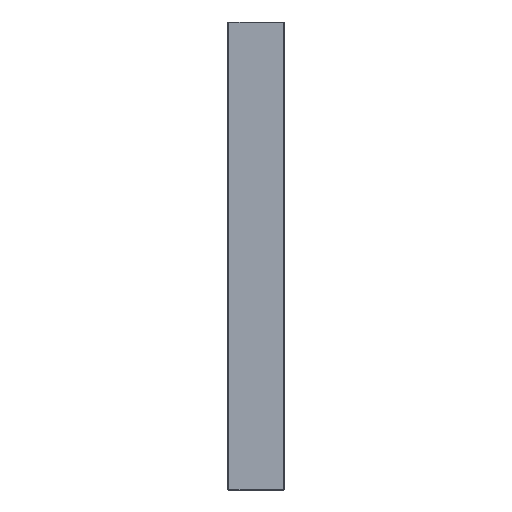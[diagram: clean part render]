
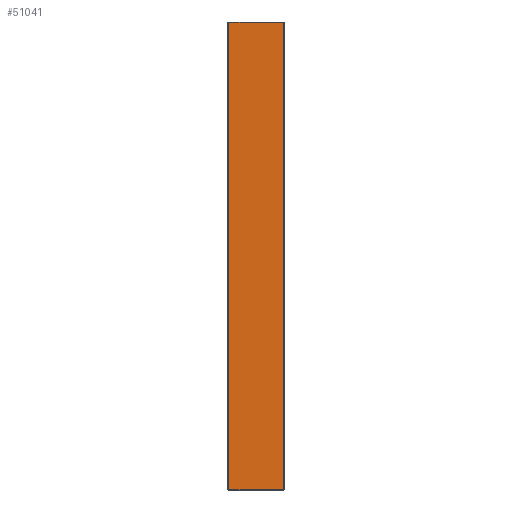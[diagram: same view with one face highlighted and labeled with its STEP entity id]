
A CAD part, front view. The second image highlights one B-rep face of the part: STEP entity #51041.
In plain terms, the highlighted planar face has unit normal (0, -1, 0).
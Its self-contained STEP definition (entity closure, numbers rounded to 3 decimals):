
#37988 = PLANE('',#37989);
#37989 = AXIS2_PLACEMENT_3D('',#37990,#37991,#37992);
#37990 = CARTESIAN_POINT('',(6.,-12.45,0.05));
#37991 = DIRECTION('',(0.,0.707,0.707));
#37992 = DIRECTION('',(1.,0.,0.));
#38342 = PLANE('',#38343);
#38343 = AXIS2_PLACEMENT_3D('',#38344,#38345,#38346);
#38344 = CARTESIAN_POINT('',(6.,-12.45,99.95));
#38345 = DIRECTION('',(0.,-0.707,
    0.707));
#38346 = DIRECTION('',(1.,0.,0.));
#38675 = PLANE('',#38676);
#38676 = AXIS2_PLACEMENT_3D('',#38677,#38678,#38679);
#38677 = CARTESIAN_POINT('',(-5.9,-12.4,0.));
#38678 = DIRECTION('',(-0.707,-0.707,
    0.));
#38679 = DIRECTION('',(0.,0.,1.));
#44028 = VERTEX_POINT('',#44029);
#44029 = CARTESIAN_POINT('',(5.9,-12.5,0.1));
#44050 = EDGE_CURVE('',#44028,#44051,#44053,.T.);
#44051 = VERTEX_POINT('',#44052);
#44052 = CARTESIAN_POINT('',(-5.8,-12.5,0.1));
#44053 = SURFACE_CURVE('',#44054,(#44058,#44065),.PCURVE_S1.);
#44054 = LINE('',#44055,#44056);
#44055 = CARTESIAN_POINT('',(6.,-12.5,0.1));
#44056 = VECTOR('',#44057,1.);
#44057 = DIRECTION('',(-1.,0.,0.));
#44058 = PCURVE('',#37988,#44059);
#44059 = DEFINITIONAL_REPRESENTATION('',(#44060),#44064);
#44060 = LINE('',#44061,#44062);
#44061 = CARTESIAN_POINT('',(0.,-0.071));
#44062 = VECTOR('',#44063,1.);
#44063 = DIRECTION('',(-1.,0.));
#44064 = ( GEOMETRIC_REPRESENTATION_CONTEXT(2) 
PARAMETRIC_REPRESENTATION_CONTEXT() REPRESENTATION_CONTEXT('2D SPACE',''
  ) );
#44065 = PCURVE('',#44066,#44071);
#44066 = PLANE('',#44067);
#44067 = AXIS2_PLACEMENT_3D('',#44068,#44069,#44070);
#44068 = CARTESIAN_POINT('',(6.,-12.5,0.));
#44069 = DIRECTION('',(0.,-1.,0.));
#44070 = DIRECTION('',(-1.,0.,0.));
#44071 = DEFINITIONAL_REPRESENTATION('',(#44072),#44076);
#44072 = LINE('',#44073,#44074);
#44073 = CARTESIAN_POINT('',(0.,-0.1));
#44074 = VECTOR('',#44075,1.);
#44075 = DIRECTION('',(1.,0.));
#44076 = ( GEOMETRIC_REPRESENTATION_CONTEXT(2) 
PARAMETRIC_REPRESENTATION_CONTEXT() REPRESENTATION_CONTEXT('2D SPACE',''
  ) );
#44345 = VERTEX_POINT('',#44346);
#44346 = CARTESIAN_POINT('',(5.9,-12.5,99.9));
#44367 = EDGE_CURVE('',#44345,#44368,#44370,.T.);
#44368 = VERTEX_POINT('',#44369);
#44369 = CARTESIAN_POINT('',(-5.8,-12.5,99.9));
#44370 = SURFACE_CURVE('',#44371,(#44375,#44382),.PCURVE_S1.);
#44371 = LINE('',#44372,#44373);
#44372 = CARTESIAN_POINT('',(6.,-12.5,99.9));
#44373 = VECTOR('',#44374,1.);
#44374 = DIRECTION('',(-1.,0.,0.));
#44375 = PCURVE('',#38342,#44376);
#44376 = DEFINITIONAL_REPRESENTATION('',(#44377),#44381);
#44377 = LINE('',#44378,#44379);
#44378 = CARTESIAN_POINT('',(0.,-0.071));
#44379 = VECTOR('',#44380,1.);
#44380 = DIRECTION('',(-1.,0.));
#44381 = ( GEOMETRIC_REPRESENTATION_CONTEXT(2) 
PARAMETRIC_REPRESENTATION_CONTEXT() REPRESENTATION_CONTEXT('2D SPACE',''
  ) );
#44382 = PCURVE('',#44066,#44383);
#44383 = DEFINITIONAL_REPRESENTATION('',(#44384),#44388);
#44384 = LINE('',#44385,#44386);
#44385 = CARTESIAN_POINT('',(0.,-99.9));
#44386 = VECTOR('',#44387,1.);
#44387 = DIRECTION('',(1.,0.));
#44388 = ( GEOMETRIC_REPRESENTATION_CONTEXT(2) 
PARAMETRIC_REPRESENTATION_CONTEXT() REPRESENTATION_CONTEXT('2D SPACE',''
  ) );
#44469 = EDGE_CURVE('',#44051,#44368,#44470,.T.);
#44470 = SURFACE_CURVE('',#44471,(#44475,#44482),.PCURVE_S1.);
#44471 = LINE('',#44472,#44473);
#44472 = CARTESIAN_POINT('',(-5.8,-12.5,0.));
#44473 = VECTOR('',#44474,1.);
#44474 = DIRECTION('',(0.,0.,1.));
#44475 = PCURVE('',#38675,#44476);
#44476 = DEFINITIONAL_REPRESENTATION('',(#44477),#44481);
#44477 = LINE('',#44478,#44479);
#44478 = CARTESIAN_POINT('',(0.,-0.141));
#44479 = VECTOR('',#44480,1.);
#44480 = DIRECTION('',(1.,0.));
#44481 = ( GEOMETRIC_REPRESENTATION_CONTEXT(2) 
PARAMETRIC_REPRESENTATION_CONTEXT() REPRESENTATION_CONTEXT('2D SPACE',''
  ) );
#44482 = PCURVE('',#44066,#44483);
#44483 = DEFINITIONAL_REPRESENTATION('',(#44484),#44488);
#44484 = LINE('',#44485,#44486);
#44485 = CARTESIAN_POINT('',(11.8,0.));
#44486 = VECTOR('',#44487,1.);
#44487 = DIRECTION('',(0.,-1.));
#44488 = ( GEOMETRIC_REPRESENTATION_CONTEXT(2) 
PARAMETRIC_REPRESENTATION_CONTEXT() REPRESENTATION_CONTEXT('2D SPACE',''
  ) );
#50899 = PLANE('',#50900);
#50900 = AXIS2_PLACEMENT_3D('',#50901,#50902,#50903);
#50901 = CARTESIAN_POINT('',(5.95,-12.45,0.));
#50902 = DIRECTION('',(0.707,-0.707,0.));
#50903 = DIRECTION('',(0.,0.,1.));
#51041 = ADVANCED_FACE('',(#51042),#44066,.T.);
#51042 = FACE_BOUND('',#51043,.T.);
#51043 = EDGE_LOOP('',(#51044,#51065,#51066,#51067));
#51044 = ORIENTED_EDGE('',*,*,#51045,.T.);
#51045 = EDGE_CURVE('',#44028,#44345,#51046,.T.);
#51046 = SURFACE_CURVE('',#51047,(#51051,#51058),.PCURVE_S1.);
#51047 = LINE('',#51048,#51049);
#51048 = CARTESIAN_POINT('',(5.9,-12.5,0.));
#51049 = VECTOR('',#51050,1.);
#51050 = DIRECTION('',(0.,0.,1.));
#51051 = PCURVE('',#44066,#51052);
#51052 = DEFINITIONAL_REPRESENTATION('',(#51053),#51057);
#51053 = LINE('',#51054,#51055);
#51054 = CARTESIAN_POINT('',(0.1,0.));
#51055 = VECTOR('',#51056,1.);
#51056 = DIRECTION('',(0.,-1.));
#51057 = ( GEOMETRIC_REPRESENTATION_CONTEXT(2) 
PARAMETRIC_REPRESENTATION_CONTEXT() REPRESENTATION_CONTEXT('2D SPACE',''
  ) );
#51058 = PCURVE('',#50899,#51059);
#51059 = DEFINITIONAL_REPRESENTATION('',(#51060),#51064);
#51060 = LINE('',#51061,#51062);
#51061 = CARTESIAN_POINT('',(0.,0.071));
#51062 = VECTOR('',#51063,1.);
#51063 = DIRECTION('',(1.,0.));
#51064 = ( GEOMETRIC_REPRESENTATION_CONTEXT(2) 
PARAMETRIC_REPRESENTATION_CONTEXT() REPRESENTATION_CONTEXT('2D SPACE',''
  ) );
#51065 = ORIENTED_EDGE('',*,*,#44367,.T.);
#51066 = ORIENTED_EDGE('',*,*,#44469,.F.);
#51067 = ORIENTED_EDGE('',*,*,#44050,.F.);
